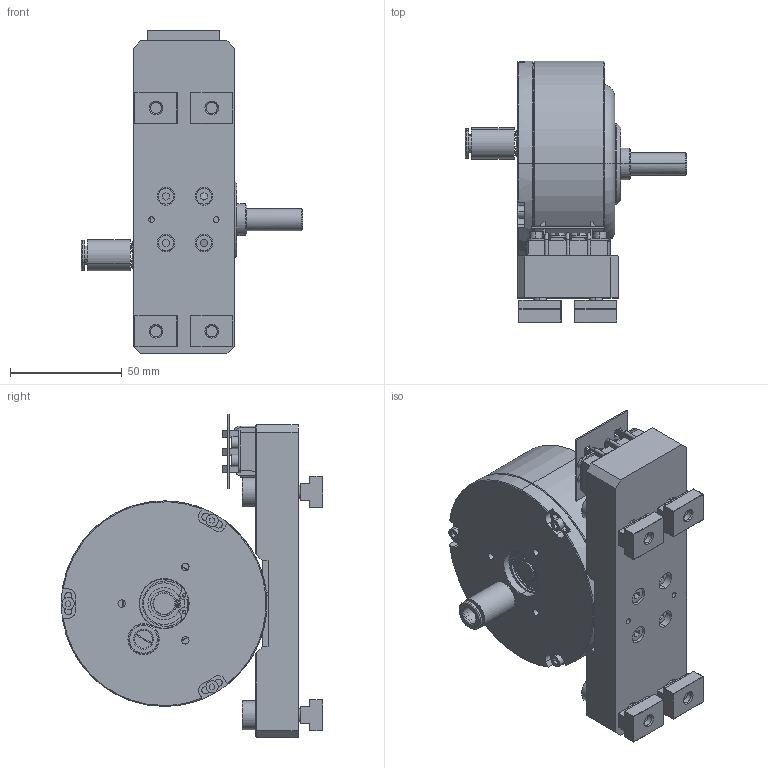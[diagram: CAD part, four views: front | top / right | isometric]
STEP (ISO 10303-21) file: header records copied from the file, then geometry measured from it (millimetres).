
FILE_DESCRIPTION (( 'STEP AP214' ), '1' );
FILE_NAME ('AHB-1_D_EF.STEP', '2014-06-12T16:07:42', ( 'magtrol' ), ( '' ), 'SwSTEP 2.0', 'SolidWorks 2014', '' );
FILE_SCHEMA (( 'AUTOMOTIVE_DESIGN' ));
Length unit declared in the file: inch
Products named in the file (1): AHB-1_D_EF
Bounding box: 99.25 x 117.02 x 144.74 mm (x, y, z)
Surface area: 74430.3 mm2 (no closed solid volume)
Topology: 0 solids, 50 shells, 648 faces, 2230 edges, 1604 vertices
Faces by surface type: plane 364, cylinder 199, cone 57, torus 17, bspline 11
Entity records: 33548 total; most frequent: CARTESIAN_POINT 5936, DIRECTION 4034, ORIENTED_EDGE 3453, EDGE_CURVE 2230, VERTEX_POINT 1604, AXIS2_PLACEMENT_3D 1357, LINE 1320, VECTOR 1320
